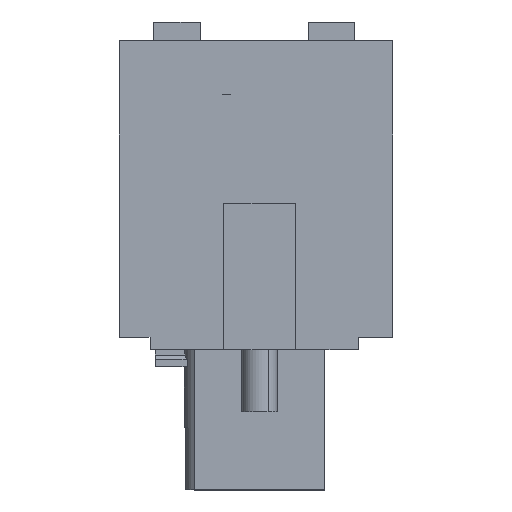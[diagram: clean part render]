
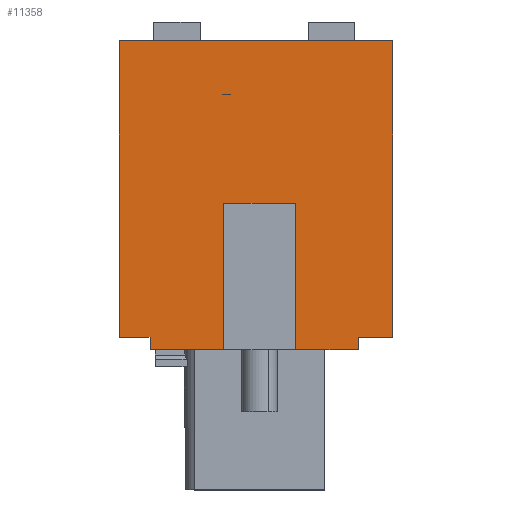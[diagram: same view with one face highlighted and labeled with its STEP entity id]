
A CAD part, left-side view. The second image highlights one B-rep face of the part: STEP entity #11358.
In plain terms, the highlighted planar face has unit normal (-1, 0, 0).
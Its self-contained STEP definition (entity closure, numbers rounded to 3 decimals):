
#11323=AXIS2_PLACEMENT_3D('Plane Axis2P3D',#11320,#11321,#11322) ;
#40=CARTESIAN_POINT('Vertex',(3.375,0.,25.)) ;
#4172=CARTESIAN_POINT('Vertex',(3.375,15.2,25.)) ;
#4175=CARTESIAN_POINT('Line Origine',(3.375,7.6,25.)) ;
#5190=CARTESIAN_POINT('Vertex',(3.375,15.2,8.5)) ;
#5193=CARTESIAN_POINT('Line Origine',(3.375,15.2,16.75)) ;
#6008=CARTESIAN_POINT('Line Origine',(3.375,14.35,8.5)) ;
#6012=CARTESIAN_POINT('Vertex',(3.375,13.5,8.5)) ;
#6045=CARTESIAN_POINT('Vertex',(3.375,13.5,7.8)) ;
#6048=CARTESIAN_POINT('Line Origine',(3.375,13.5,8.15)) ;
#6076=CARTESIAN_POINT('Vertex',(3.375,1.9,7.8)) ;
#6090=CARTESIAN_POINT('Vertex',(3.375,1.9,8.5)) ;
#6093=CARTESIAN_POINT('Line Origine',(3.375,1.9,8.15)) ;
#6105=CARTESIAN_POINT('Line Origine',(3.375,0.95,8.5)) ;
#6109=CARTESIAN_POINT('Vertex',(3.375,0.,8.5)) ;
#6155=CARTESIAN_POINT('Line Origine',(3.375,0.,16.75)) ;
#9229=CARTESIAN_POINT('Line Origine',(3.375,3.65,7.8)) ;
#9233=CARTESIAN_POINT('Vertex',(3.375,5.4,7.8)) ;
#9254=CARTESIAN_POINT('Vertex',(3.375,9.4,7.8)) ;
#9257=CARTESIAN_POINT('Line Origine',(3.375,11.45,7.8)) ;
#11320=CARTESIAN_POINT('Axis2P3D Location',(3.375,0.,0.)) ;
#11325=CARTESIAN_POINT('Line Origine',(3.375,9.4,16.4)) ;
#11329=CARTESIAN_POINT('Vertex',(3.375,9.4,15.95)) ;
#11332=CARTESIAN_POINT('Line Origine',(3.375,7.6,15.95)) ;
#11336=CARTESIAN_POINT('Vertex',(3.375,5.4,15.95)) ;
#11339=CARTESIAN_POINT('Line Origine',(3.375,5.4,16.4)) ;
#4176=DIRECTION('Vector Direction',(0.,1.,0.)) ;
#5194=DIRECTION('Vector Direction',(0.,0.,1.)) ;
#6009=DIRECTION('Vector Direction',(0.,1.,0.)) ;
#6049=DIRECTION('Vector Direction',(0.,0.,1.)) ;
#6094=DIRECTION('Vector Direction',(0.,0.,-1.)) ;
#6106=DIRECTION('Vector Direction',(0.,1.,0.)) ;
#6156=DIRECTION('Vector Direction',(0.,0.,-1.)) ;
#9230=DIRECTION('Vector Direction',(0.,1.,0.)) ;
#9258=DIRECTION('Vector Direction',(0.,1.,0.)) ;
#11321=DIRECTION('Axis2P3D Direction',(-1.,0.,0.)) ;
#11322=DIRECTION('Axis2P3D XDirection',(0.,0.,1.)) ;
#11326=DIRECTION('Vector Direction',(0.,0.,1.)) ;
#11333=DIRECTION('Vector Direction',(0.,1.,0.)) ;
#11340=DIRECTION('Vector Direction',(0.,0.,1.)) ;
#4177=VECTOR('Line Direction',#4176,1.) ;
#5195=VECTOR('Line Direction',#5194,1.) ;
#6010=VECTOR('Line Direction',#6009,1.) ;
#6050=VECTOR('Line Direction',#6049,1.) ;
#6095=VECTOR('Line Direction',#6094,1.) ;
#6107=VECTOR('Line Direction',#6106,1.) ;
#6157=VECTOR('Line Direction',#6156,1.) ;
#9231=VECTOR('Line Direction',#9230,1.) ;
#9259=VECTOR('Line Direction',#9258,1.) ;
#11327=VECTOR('Line Direction',#11326,1.) ;
#11334=VECTOR('Line Direction',#11333,1.) ;
#11341=VECTOR('Line Direction',#11340,1.) ;
#11345=ORIENTED_EDGE('',*,*,#9235,.F.) ;
#11346=ORIENTED_EDGE('',*,*,#6097,.F.) ;
#11347=ORIENTED_EDGE('',*,*,#6111,.F.) ;
#11348=ORIENTED_EDGE('',*,*,#6159,.F.) ;
#11349=ORIENTED_EDGE('',*,*,#4179,.T.) ;
#11350=ORIENTED_EDGE('',*,*,#5197,.F.) ;
#11351=ORIENTED_EDGE('',*,*,#6014,.F.) ;
#11352=ORIENTED_EDGE('',*,*,#6052,.F.) ;
#11353=ORIENTED_EDGE('',*,*,#9261,.F.) ;
#11354=ORIENTED_EDGE('',*,*,#11331,.F.) ;
#11355=ORIENTED_EDGE('',*,*,#11338,.T.) ;
#11356=ORIENTED_EDGE('',*,*,#11343,.T.) ;
#11358=ADVANCED_FACE('HOUSING',(#11357),#11324,.T.) ;
#4179=EDGE_CURVE('',#41,#4173,#4178,.T.) ;
#5197=EDGE_CURVE('',#5191,#4173,#5196,.T.) ;
#6014=EDGE_CURVE('',#6013,#5191,#6011,.T.) ;
#6052=EDGE_CURVE('',#6046,#6013,#6051,.T.) ;
#6097=EDGE_CURVE('',#6091,#6077,#6096,.T.) ;
#6111=EDGE_CURVE('',#6110,#6091,#6108,.T.) ;
#6159=EDGE_CURVE('',#41,#6110,#6158,.T.) ;
#9235=EDGE_CURVE('',#6077,#9234,#9232,.T.) ;
#9261=EDGE_CURVE('',#9255,#6046,#9260,.T.) ;
#11331=EDGE_CURVE('',#11330,#9255,#11328,.F.) ;
#11338=EDGE_CURVE('',#11330,#11337,#11335,.F.) ;
#11343=EDGE_CURVE('',#11337,#9234,#11342,.F.) ;
#11344=EDGE_LOOP('',(#11345,#11346,#11347,#11348,#11349,#11350,#11351,#11352,#11353,#11354,#11355,#11356)) ;
#11357=FACE_OUTER_BOUND('',#11344,.T.) ;
#4178=LINE('Line',#4175,#4177) ;
#5196=LINE('Line',#5193,#5195) ;
#6011=LINE('Line',#6008,#6010) ;
#6051=LINE('Line',#6048,#6050) ;
#6096=LINE('Line',#6093,#6095) ;
#6108=LINE('Line',#6105,#6107) ;
#6158=LINE('Line',#6155,#6157) ;
#9232=LINE('Line',#9229,#9231) ;
#9260=LINE('Line',#9257,#9259) ;
#11328=LINE('Line',#11325,#11327) ;
#11335=LINE('Line',#11332,#11334) ;
#11342=LINE('Line',#11339,#11341) ;
#11324=PLANE('',#11323) ;
#41=VERTEX_POINT('',#40) ;
#4173=VERTEX_POINT('',#4172) ;
#5191=VERTEX_POINT('',#5190) ;
#6013=VERTEX_POINT('',#6012) ;
#6046=VERTEX_POINT('',#6045) ;
#6077=VERTEX_POINT('',#6076) ;
#6091=VERTEX_POINT('',#6090) ;
#6110=VERTEX_POINT('',#6109) ;
#9234=VERTEX_POINT('',#9233) ;
#9255=VERTEX_POINT('',#9254) ;
#11330=VERTEX_POINT('',#11329) ;
#11337=VERTEX_POINT('',#11336) ;
